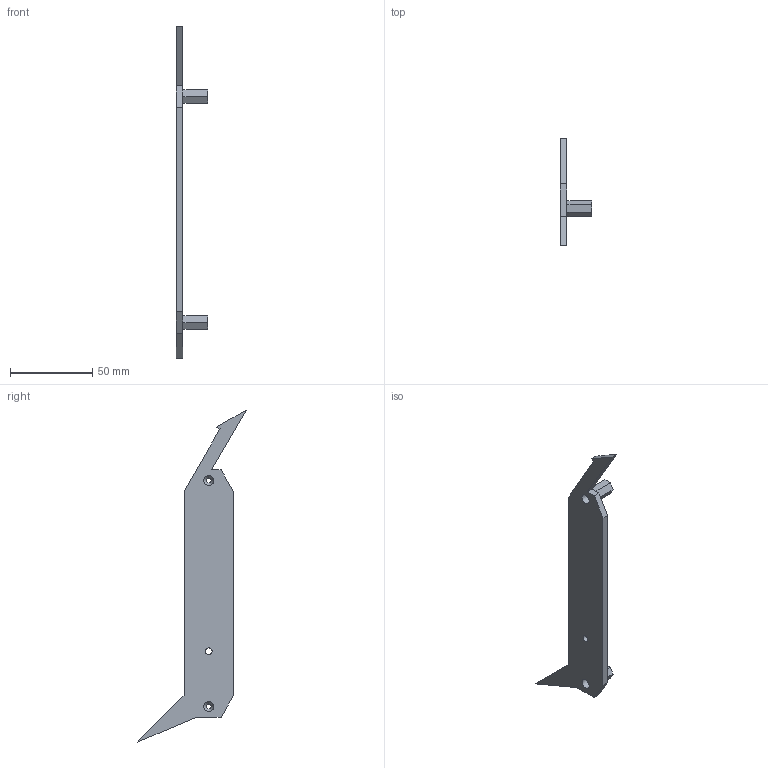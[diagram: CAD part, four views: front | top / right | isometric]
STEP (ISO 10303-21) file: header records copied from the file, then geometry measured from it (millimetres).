
FILE_DESCRIPTION(/* description */ (''),/* implementation_level */ '2;1');
FILE_NAME(/* name */ 'HexWheelGuardLeft.ipt.step',/* time_stamp */ '2024-02-28T22:19:08-06:00',/* author */ ('smz3rm'),/* organization */ (''),/* preprocessor_version */ 'ST-DEVELOPER v18',/* originating_system */ 'Autodesk Inventor 2020',/* authorisation */ '');
FILE_SCHEMA (('AUTOMOTIVE_DESIGN { 1 0 10303 214 3 1 1 }'));
Length unit declared in the file: millimetre
Products named in the file (1): HexWheelGuardLeft
Bounding box: 19 x 65.7 x 201.31 mm (x, y, z)
Volume: 20465.2 mm3; surface area: 13090.7 mm2
Topology: 1 solids, 1 shells, 37 faces, 99 edges, 68 vertices
Faces by surface type: plane 30, cylinder 5, cone 2
Full cylindrical faces by diameter (mm): 3.1 x2, 4.2 x1, 6.1 x2
Entity records: 1255 total; most frequent: CARTESIAN_POINT 205, ORIENTED_EDGE 198, DIRECTION 195, EDGE_CURVE 99, LINE 79, VECTOR 79, VERTEX_POINT 68, AXIS2_PLACEMENT_3D 58
